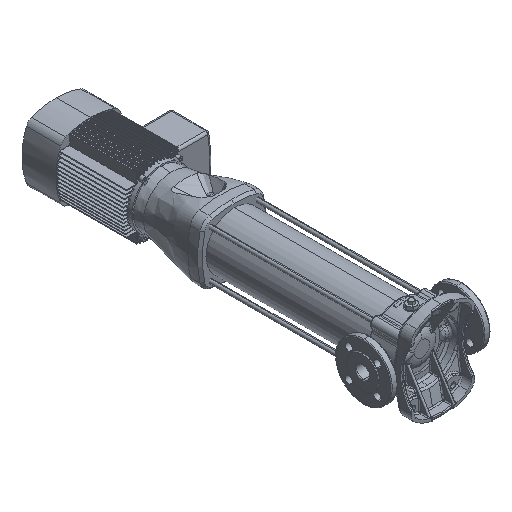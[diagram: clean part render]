
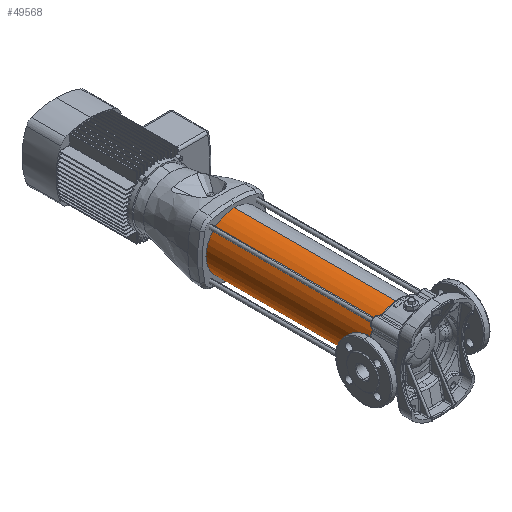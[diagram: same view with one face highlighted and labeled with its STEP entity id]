
A CAD part, isometric view. The second image highlights one B-rep face of the part: STEP entity #49568.
In plain terms, the highlighted cylindrical face has radius 70 mm (diameter 140 mm), a partial arc.
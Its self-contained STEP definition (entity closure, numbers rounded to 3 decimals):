
#1655 = ORIENTED_EDGE ( 'NONE', *, *, #18235, .T. ) ;
#2046 = CIRCLE ( 'NONE', #7552, 70. ) ;
#2990 = DIRECTION ( 'NONE',  ( 0., 0., 1. ) ) ;
#3920 = AXIS2_PLACEMENT_3D ( 'NONE', #49954, #55126, #2990 ) ;
#7552 = AXIS2_PLACEMENT_3D ( 'NONE', #28096, #65370, #21915 ) ;
#11463 = LINE ( 'NONE', #43241, #59799 ) ;
#12534 = EDGE_CURVE ( 'NONE', #55204, #46264, #11463, .T. ) ;
#12759 = CIRCLE ( 'NONE', #3920, 70. ) ;
#16645 = ORIENTED_EDGE ( 'NONE', *, *, #17673, .T. ) ;
#17673 = EDGE_CURVE ( 'NONE', #27526, #47656, #35499, .T. ) ;
#18235 = EDGE_CURVE ( 'NONE', #47656, #46264, #12759, .T. ) ;
#18239 = CARTESIAN_POINT ( 'NONE',  ( 0., 519., -70. ) ) ;
#19420 = CYLINDRICAL_SURFACE ( 'NONE', #66974, 70. ) ;
#21841 = CARTESIAN_POINT ( 'NONE',  ( 0., 519., 70. ) ) ;
#21915 = DIRECTION ( 'NONE',  ( 0., 0., 1. ) ) ;
#25143 = CARTESIAN_POINT ( 'NONE',  ( 0., 519., -70. ) ) ;
#27526 = VERTEX_POINT ( 'NONE', #18239 ) ;
#28096 = CARTESIAN_POINT ( 'NONE',  ( 0., 519., 0. ) ) ;
#32024 = ORIENTED_EDGE ( 'NONE', *, *, #51493, .F. ) ;
#35499 = LINE ( 'NONE', #25143, #49121 ) ;
#35617 = CARTESIAN_POINT ( 'NONE',  ( 0., 519., 0. ) ) ;
#39568 = CARTESIAN_POINT ( 'NONE',  ( 0., 111., 70. ) ) ;
#40825 = FACE_OUTER_BOUND ( 'NONE', #56198, .T. ) ;
#43241 = CARTESIAN_POINT ( 'NONE',  ( 0., 519., 70. ) ) ;
#45884 = DIRECTION ( 'NONE',  ( 0., -1., 0. ) ) ;
#46264 = VERTEX_POINT ( 'NONE', #39568 ) ;
#47656 = VERTEX_POINT ( 'NONE', #66741 ) ;
#49121 = VECTOR ( 'NONE', #45884, 1000. ) ;
#49568 = ADVANCED_FACE ( 'NONE', ( #40825 ), #19420, .T. ) ;
#49954 = CARTESIAN_POINT ( 'NONE',  ( 0., 111., 0. ) ) ;
#51493 = EDGE_CURVE ( 'NONE', #27526, #55204, #2046, .T. ) ;
#55126 = DIRECTION ( 'NONE',  ( 0., 1., 0. ) ) ;
#55204 = VERTEX_POINT ( 'NONE', #21841 ) ;
#56198 = EDGE_LOOP ( 'NONE', ( #66801, #32024, #16645, #1655 ) ) ;
#59799 = VECTOR ( 'NONE', #64959, 1000. ) ;
#62525 = DIRECTION ( 'NONE',  ( 0., -1., 0. ) ) ;
#64959 = DIRECTION ( 'NONE',  ( 0., -1., 0. ) ) ;
#65370 = DIRECTION ( 'NONE',  ( 0., 1., 0. ) ) ;
#66741 = CARTESIAN_POINT ( 'NONE',  ( 0., 111., -70. ) ) ;
#66801 = ORIENTED_EDGE ( 'NONE', *, *, #12534, .F. ) ;
#66974 = AXIS2_PLACEMENT_3D ( 'NONE', #35617, #62525, #67364 ) ;
#67364 = DIRECTION ( 'NONE',  ( 0., 0., -1. ) ) ;
